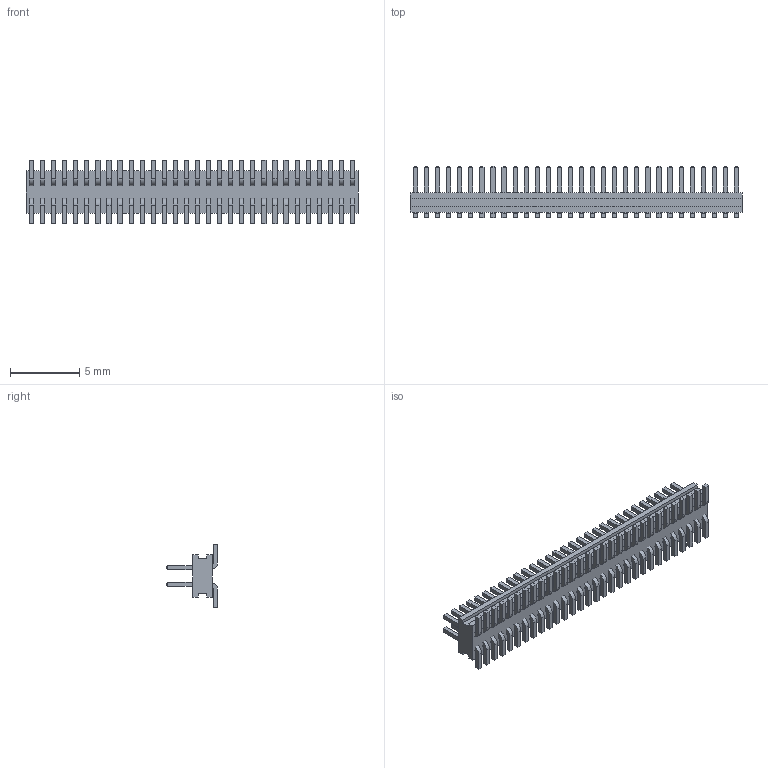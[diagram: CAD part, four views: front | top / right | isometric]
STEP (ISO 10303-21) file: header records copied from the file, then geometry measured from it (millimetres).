
FILE_DESCRIPTION( ( 'STEP AP214' ), '1' );
FILE_NAME( 'FTE-130-01-G-DV.stp', '2019-05-24T10:38:25', ( '' ), ( '' ), ' ', 'PARTsolutions', ' ' );
FILE_SCHEMA( ( 'AUTOMOTIVE_DESIGN { 1 0 10303 214 1 1 1 1 }' ) );
Length unit declared in the file: inch
Products named in the file (3): FTE-130-01-G-DV; _FTE-130-01-G-DV_body; _FTE-130-01-G-DV_pins
Assembly tree (2 placements, depth 2):
  FTE-130-01-G-DV
    _FTE-130-01-G-DV_body
    _FTE-130-01-G-DV_pins
Bounding box: 24 x 3.68 x 4.57 mm (x, y, z)
Volume: 128.2 mm3; surface area: 690.4 mm2
Topology: 2 solids, 2 shells, 1096 faces, 3036 edges, 1944 vertices
Faces by surface type: plane 976, cylinder 120
Entity records: 42982 total; most frequent: CARTESIAN_POINT 6079, ORIENTED_EDGE 6072, DIRECTION 5474, EDGE_CURVE 3036, LINE 2796, VECTOR 2796, VERTEX_POINT 1944, AXIS2_PLACEMENT_3D 1339
